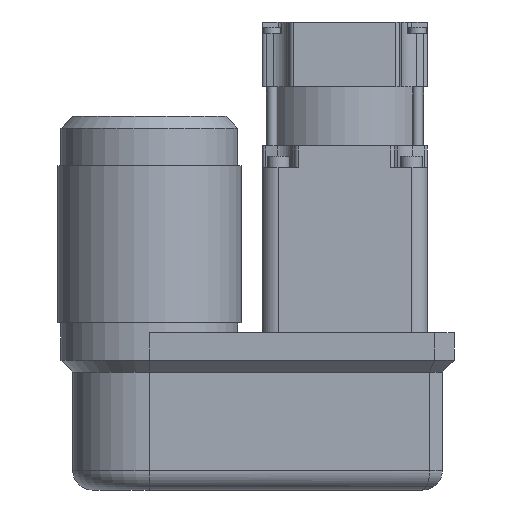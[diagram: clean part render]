
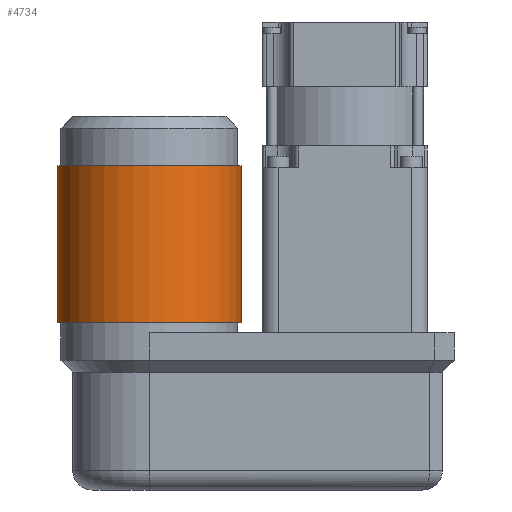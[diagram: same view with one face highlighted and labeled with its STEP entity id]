
A CAD part, front view. The second image highlights one B-rep face of the part: STEP entity #4734.
In plain terms, the highlighted cylindrical face has radius 23.3 mm (diameter 46.6 mm), a partial arc.
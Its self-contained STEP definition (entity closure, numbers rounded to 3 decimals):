
#165=CYLINDRICAL_SURFACE('',#5142,23.3);
#525=CIRCLE('',#5143,23.3);
#526=CIRCLE('',#5144,23.3);
#753=FACE_OUTER_BOUND('',#1057,.T.);
#1057=EDGE_LOOP('',(#4116,#4117,#4118,#4119));
#1503=LINE('',#7645,#1975);
#1504=LINE('',#7651,#1976);
#1975=VECTOR('',#6335,40.);
#1976=VECTOR('',#6342,40.);
#2418=VERTEX_POINT('',#7641);
#2419=VERTEX_POINT('',#7643);
#2420=VERTEX_POINT('',#7647);
#2421=VERTEX_POINT('',#7649);
#3014=EDGE_CURVE('',#2418,#2419,#1503,.T.);
#3015=EDGE_CURVE('',#2418,#2420,#525,.T.);
#3016=EDGE_CURVE('',#2421,#2419,#526,.T.);
#3017=EDGE_CURVE('',#2420,#2421,#1504,.T.);
#4116=ORIENTED_EDGE('',*,*,#3015,.F.);
#4117=ORIENTED_EDGE('',*,*,#3014,.T.);
#4118=ORIENTED_EDGE('',*,*,#3016,.F.);
#4119=ORIENTED_EDGE('',*,*,#3017,.F.);
#4734=ADVANCED_FACE('',(#753),#165,.T.);
#5142=AXIS2_PLACEMENT_3D('',#7646,#6336,#6337);
#5143=AXIS2_PLACEMENT_3D('',#7648,#6338,#6339);
#5144=AXIS2_PLACEMENT_3D('',#7650,#6340,#6341);
#6335=DIRECTION('',(0.,0.,-1.));
#6336=DIRECTION('center_axis',(0.,0.,
-1.));
#6337=DIRECTION('ref_axis',(-1.,0.,0.));
#6338=DIRECTION('center_axis',(0.,0.,
1.));
#6339=DIRECTION('ref_axis',(-1.,0.,0.));
#6340=DIRECTION('center_axis',(0.,0.,
-1.));
#6341=DIRECTION('ref_axis',(-1.,0.,0.));
#6342=DIRECTION('',(0.,0.,-1.));
#7641=CARTESIAN_POINT('',(-0.8,-100.,-2.5));
#7643=CARTESIAN_POINT('',(-0.8,-100.,-42.5));
#7645=CARTESIAN_POINT('',(-0.8,-100.,-2.5));
#7646=CARTESIAN_POINT('Origin',(22.5,-100.,-2.5));
#7647=CARTESIAN_POINT('',(45.8,-100.,-2.5));
#7648=CARTESIAN_POINT('Origin',(22.5,-100.,-2.5));
#7649=CARTESIAN_POINT('',(45.8,-100.,-42.5));
#7650=CARTESIAN_POINT('Origin',(22.5,-100.,-42.5));
#7651=CARTESIAN_POINT('',(45.8,-100.,-2.5));
